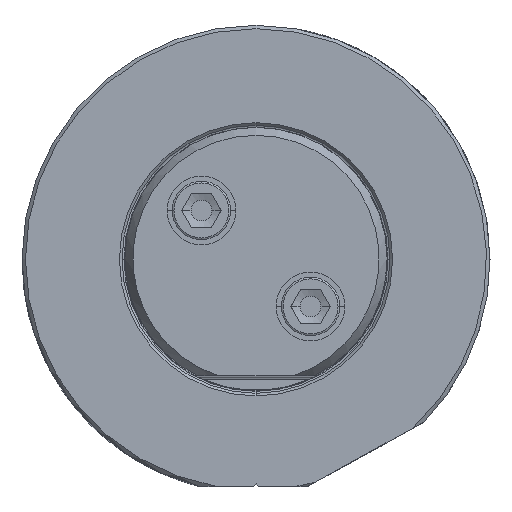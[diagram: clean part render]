
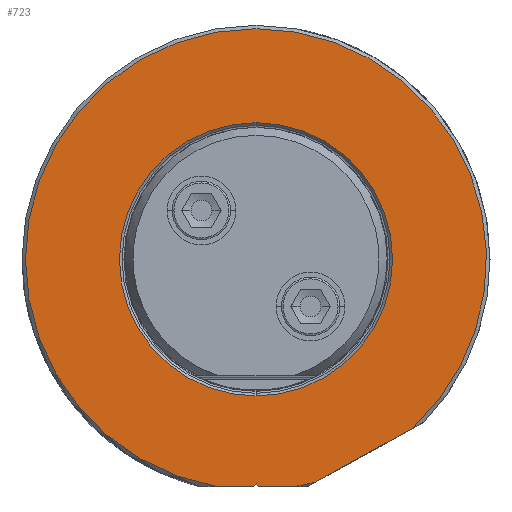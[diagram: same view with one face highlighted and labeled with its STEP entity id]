
A CAD part, top view. The second image highlights one B-rep face of the part: STEP entity #723.
In plain terms, the highlighted planar face has unit normal (0, 0, 1).
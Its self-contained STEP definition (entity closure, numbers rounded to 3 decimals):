
#233=PLANE('',#6295);
#723=ADVANCED_FACE('',(#1027,#1028),#233,.T.);
#1027=FACE_BOUND('',#1202,.T.);
#1028=FACE_BOUND('',#1203,.T.);
#1202=EDGE_LOOP('',(#3503,#3504,#3505,#3506,#3507,#3508,#3509,#3510));
#1203=EDGE_LOOP('',(#3511,#3512));
#1503=CIRCLE('',#6289,33.5);
#1504=CIRCLE('',#6290,33.5);
#1505=CIRCLE('',#6292,33.5);
#1506=CIRCLE('',#6293,19.85);
#1507=CIRCLE('',#6294,19.85);
#1816=LINE('',#13051,#2141);
#1818=LINE('',#13065,#2143);
#1820=LINE('',#13069,#2145);
#1822=LINE('',#13073,#2147);
#1824=LINE('',#13077,#2149);
#2141=VECTOR('',#7307,1.);
#2143=VECTOR('',#7311,1.);
#2145=VECTOR('',#7315,1.);
#2147=VECTOR('',#7319,1.);
#2149=VECTOR('',#7323,1.);
#3503=ORIENTED_EDGE('',*,*,#5434,.T.);
#3504=ORIENTED_EDGE('',*,*,#5354,.T.);
#3505=ORIENTED_EDGE('',*,*,#5433,.T.);
#3506=ORIENTED_EDGE('',*,*,#5432,.T.);
#3507=ORIENTED_EDGE('',*,*,#5364,.F.);
#3508=ORIENTED_EDGE('',*,*,#5362,.T.);
#3509=ORIENTED_EDGE('',*,*,#5360,.T.);
#3510=ORIENTED_EDGE('',*,*,#5358,.F.);
#3511=ORIENTED_EDGE('',*,*,#5435,.T.);
#3512=ORIENTED_EDGE('',*,*,#5436,.T.);
#4650=VERTEX_POINT('',#13050);
#4651=VERTEX_POINT('',#13052);
#4653=VERTEX_POINT('',#13064);
#4654=VERTEX_POINT('',#13066);
#4655=VERTEX_POINT('',#13070);
#4656=VERTEX_POINT('',#13074);
#4657=VERTEX_POINT('',#13078);
#4695=VERTEX_POINT('',#15253);
#4696=VERTEX_POINT('',#15258);
#4697=VERTEX_POINT('',#15259);
#5354=EDGE_CURVE('',#4651,#4650,#1816,.T.);
#5358=EDGE_CURVE('',#4653,#4654,#1818,.T.);
#5360=EDGE_CURVE('',#4655,#4654,#1820,.T.);
#5362=EDGE_CURVE('',#4656,#4655,#1822,.T.);
#5364=EDGE_CURVE('',#4656,#4657,#1824,.T.);
#5432=EDGE_CURVE('',#4695,#4657,#1503,.T.);
#5433=EDGE_CURVE('',#4650,#4695,#1504,.T.);
#5434=EDGE_CURVE('',#4653,#4651,#1505,.T.);
#5435=EDGE_CURVE('',#4696,#4697,#1506,.T.);
#5436=EDGE_CURVE('',#4697,#4696,#1507,.T.);
#6289=AXIS2_PLACEMENT_3D('',#15252,#7414,#7415);
#6290=AXIS2_PLACEMENT_3D('',#15254,#7416,#7417);
#6292=AXIS2_PLACEMENT_3D('',#15256,#7420,#7421);
#6293=AXIS2_PLACEMENT_3D('',#15257,#7422,#7423);
#6294=AXIS2_PLACEMENT_3D('',#15260,#7424,#7425);
#6295=AXIS2_PLACEMENT_3D('',#15261,#7426,#7427);
#7307=DIRECTION('',(0.875,0.484,0.));
#7311=DIRECTION('',(-1.,0.,0.));
#7315=DIRECTION('',(0.707,-0.707,0.));
#7319=DIRECTION('',(0.707,0.707,0.));
#7323=DIRECTION('',(-1.,0.,0.));
#7414=DIRECTION('',(0.,0.,1.));
#7415=DIRECTION('',(0.,1.,0.));
#7416=DIRECTION('',(0.,0.,1.));
#7417=DIRECTION('',(0.682,-0.731,0.));
#7420=DIRECTION('',(0.,0.,1.));
#7421=DIRECTION('',(0.172,-0.985,0.));
#7422=DIRECTION('',(0.,0.,-1.));
#7423=DIRECTION('',(0.,-1.,0.));
#7424=DIRECTION('',(0.,0.,-1.));
#7425=DIRECTION('',(0.,1.,0.));
#7426=DIRECTION('',(0.,0.,1.));
#7427=DIRECTION('',(0.,-1.,0.));
#13050=CARTESIAN_POINT('',(22.845,-24.502,0.));
#13051=CARTESIAN_POINT('',(8.629,-32.37,0.));
#13052=CARTESIAN_POINT('',(8.629,-32.37,0.));
#13064=CARTESIAN_POINT('',(5.766,-33.,0.));
#13065=CARTESIAN_POINT('',(5.766,-33.,0.));
#13066=CARTESIAN_POINT('',(0.354,-33.,0.));
#13069=CARTESIAN_POINT('',(0.,-32.646,0.));
#13070=CARTESIAN_POINT('',(0.,-32.646,0.));
#13073=CARTESIAN_POINT('',(-0.354,-33.,0.));
#13074=CARTESIAN_POINT('',(-0.354,-33.,0.));
#13077=CARTESIAN_POINT('',(-0.354,-33.,0.));
#13078=CARTESIAN_POINT('',(-5.766,-33.,0.));
#15252=CARTESIAN_POINT('',(0.,0.,0.));
#15253=CARTESIAN_POINT('',(0.,33.5,0.));
#15254=CARTESIAN_POINT('',(0.,0.,0.));
#15256=CARTESIAN_POINT('',(0.,0.,0.));
#15257=CARTESIAN_POINT('',(0.,0.,0.));
#15258=CARTESIAN_POINT('',(0.,-19.85,0.));
#15259=CARTESIAN_POINT('',(0.,19.85,0.));
#15260=CARTESIAN_POINT('',(0.,0.,0.));
#15261=CARTESIAN_POINT('',(0.,0.251,0.));
